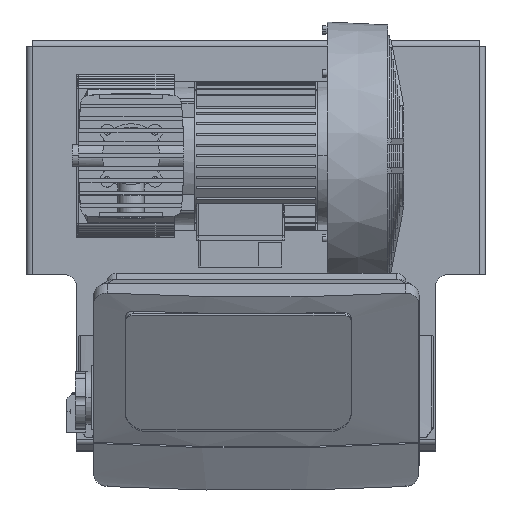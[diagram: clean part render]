
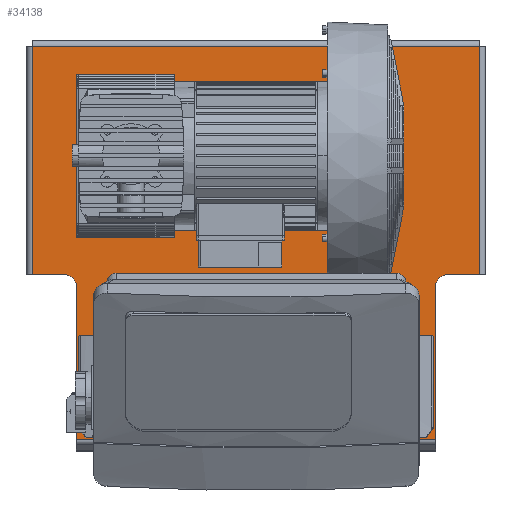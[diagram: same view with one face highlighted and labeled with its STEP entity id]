
A CAD part, top view. The second image highlights one B-rep face of the part: STEP entity #34138.
In plain terms, the highlighted planar face has unit normal (0, 0, 1).
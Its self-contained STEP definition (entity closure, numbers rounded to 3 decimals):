
#33027=CARTESIAN_POINT('',(-163.551,35.152,4.0));
#33028=VERTEX_POINT('',#33027);
#33037=CARTESIAN_POINT('',(-171.449,39.467,4.0));
#33038=VERTEX_POINT('',#33037);
#33039=CARTESIAN_POINT('',(-167.5,37.31,4.0));
#33040=DIRECTION('',(0.0,0.0,1.0));
#33041=DIRECTION('',(0.878,-0.479,0.0));
#33042=AXIS2_PLACEMENT_3D('',#33039,#33040,#33041);
#33043=CIRCLE('',#33042,4.5);
#33044=EDGE_CURVE('',#33028,#33038,#33043,.T.);
#33069=CARTESIAN_POINT('',(171.449,35.152,4.0));
#33070=VERTEX_POINT('',#33069);
#33079=CARTESIAN_POINT('',(163.551,39.467,4.0));
#33080=VERTEX_POINT('',#33079);
#33081=CARTESIAN_POINT('',(167.5,37.31,4.0));
#33082=DIRECTION('',(0.0,0.0,1.0));
#33083=DIRECTION('',(0.878,-0.479,0.0));
#33084=AXIS2_PLACEMENT_3D('',#33081,#33082,#33083);
#33085=CIRCLE('',#33084,4.5);
#33086=EDGE_CURVE('',#33070,#33080,#33085,.T.);
#33111=CARTESIAN_POINT('',(171.449,77.152,4.0));
#33112=VERTEX_POINT('',#33111);
#33121=CARTESIAN_POINT('',(163.551,81.467,4.0));
#33122=VERTEX_POINT('',#33121);
#33123=CARTESIAN_POINT('',(167.5,79.31,4.0));
#33124=DIRECTION('',(0.0,0.0,1.0));
#33125=DIRECTION('',(0.878,-0.479,0.0));
#33126=AXIS2_PLACEMENT_3D('',#33123,#33124,#33125);
#33127=CIRCLE('',#33126,4.5);
#33128=EDGE_CURVE('',#33112,#33122,#33127,.T.);
#33153=CARTESIAN_POINT('',(-163.551,77.152,4.0));
#33154=VERTEX_POINT('',#33153);
#33163=CARTESIAN_POINT('',(-171.449,81.467,4.0));
#33164=VERTEX_POINT('',#33163);
#33165=CARTESIAN_POINT('',(-167.5,79.31,4.0));
#33166=DIRECTION('',(0.0,0.0,1.0));
#33167=DIRECTION('',(0.878,-0.479,0.0));
#33168=AXIS2_PLACEMENT_3D('',#33165,#33166,#33167);
#33169=CIRCLE('',#33168,4.5);
#33170=EDGE_CURVE('',#33154,#33164,#33169,.T.);
#33195=CARTESIAN_POINT('',(-233.5,410.81,4.0));
#33196=VERTEX_POINT('',#33195);
#33302=CARTESIAN_POINT('',(-233.5,172.31,4.0));
#33303=VERTEX_POINT('',#33302);
#33335=CARTESIAN_POINT('',(-233.5,172.31,4.0));
#33336=DIRECTION('',(0.0,1.0,0.0));
#33337=VECTOR('',#33336,238.5);
#33338=LINE('',#33335,#33337);
#33339=EDGE_CURVE('',#33196,#33303,#33338,.F.);
#33539=CARTESIAN_POINT('',(233.5,410.81,4.0));
#33540=VERTEX_POINT('',#33539);
#33602=CARTESIAN_POINT('',(233.5,172.31,4.0));
#33603=VERTEX_POINT('',#33602);
#33642=CARTESIAN_POINT('',(233.5,172.31,4.0));
#33643=DIRECTION('',(0.0,1.0,0.0));
#33644=VECTOR('',#33643,238.5);
#33645=LINE('',#33642,#33644);
#33646=EDGE_CURVE('',#33603,#33540,#33645,.T.);
#34022=CARTESIAN_POINT('',(233.5,410.81,4.0));
#34023=DIRECTION('',(-1.0,0.0,0.0));
#34024=VECTOR('',#34023,467.0);
#34025=LINE('',#34022,#34024);
#34026=EDGE_CURVE('',#33540,#33196,#34025,.T.);
#34032=CARTESIAN_POINT('',(0.0,-30.,4.0));
#34033=DIRECTION('',(0.0,0.0,1.0));
#34034=DIRECTION('',(1.0,0.0,0.0));
#34035=AXIS2_PLACEMENT_3D('',#34032,#34033,#34034);
#34036=PLANE('',#34035);
#34037=ORIENTED_EDGE('',*,*,#34026,.T.);
#34038=ORIENTED_EDGE('',*,*,#33339,.T.);
#34039=CARTESIAN_POINT('',(-200.0,172.31,4.0));
#34040=VERTEX_POINT('',#34039);
#34041=CARTESIAN_POINT('',(-233.5,172.31,4.0));
#34042=DIRECTION('',(1.0,0.0,0.0));
#34043=VECTOR('',#34042,33.5);
#34044=LINE('',#34041,#34043);
#34045=EDGE_CURVE('',#33303,#34040,#34044,.T.);
#34046=ORIENTED_EDGE('',*,*,#34045,.T.);
#34047=CARTESIAN_POINT('',(-187.5,159.81,4.0));
#34048=VERTEX_POINT('',#34047);
#34049=CARTESIAN_POINT('',(-200.0,159.81,4.0));
#34050=DIRECTION('',(0.0,0.0,1.0));
#34051=DIRECTION('',(1.0,0.0,0.0));
#34052=AXIS2_PLACEMENT_3D('',#34049,#34050,#34051);
#34053=CIRCLE('',#34052,12.5);
#34054=EDGE_CURVE('',#34048,#34040,#34053,.T.);
#34055=ORIENTED_EDGE('',*,*,#34054,.F.);
#34056=CARTESIAN_POINT('',(-187.5,0.,4.0));
#34057=VERTEX_POINT('',#34056);
#34058=CARTESIAN_POINT('',(-187.5,0.,4.0));
#34059=DIRECTION('',(0.0,1.0,0.0));
#34060=VECTOR('',#34059,159.81);
#34061=LINE('',#34058,#34060);
#34062=EDGE_CURVE('',#34048,#34057,#34061,.F.);
#34063=ORIENTED_EDGE('',*,*,#34062,.T.);
#34064=CARTESIAN_POINT('',(187.5,0.,4.0));
#34065=VERTEX_POINT('',#34064);
#34066=CARTESIAN_POINT('',(-187.5,0.,4.0));
#34067=DIRECTION('',(1.0,0.0,0.0));
#34068=VECTOR('',#34067,375.0);
#34069=LINE('',#34066,#34068);
#34070=EDGE_CURVE('',#34065,#34057,#34069,.F.);
#34071=ORIENTED_EDGE('',*,*,#34070,.F.);
#34072=CARTESIAN_POINT('',(187.5,159.81,4.0));
#34073=VERTEX_POINT('',#34072);
#34074=CARTESIAN_POINT('',(187.5,0.,4.0));
#34075=DIRECTION('',(0.0,1.0,0.0));
#34076=VECTOR('',#34075,159.81);
#34077=LINE('',#34074,#34076);
#34078=EDGE_CURVE('',#34065,#34073,#34077,.T.);
#34079=ORIENTED_EDGE('',*,*,#34078,.T.);
#34080=CARTESIAN_POINT('',(200.0,172.31,4.0));
#34081=VERTEX_POINT('',#34080);
#34082=CARTESIAN_POINT('',(200.0,159.81,4.0));
#34083=DIRECTION('',(0.0,0.0,1.0));
#34084=DIRECTION('',(0.0,1.0,0.0));
#34085=AXIS2_PLACEMENT_3D('',#34082,#34083,#34084);
#34086=CIRCLE('',#34085,12.5);
#34087=EDGE_CURVE('',#34081,#34073,#34086,.T.);
#34088=ORIENTED_EDGE('',*,*,#34087,.F.);
#34089=CARTESIAN_POINT('',(200.0,172.31,4.0));
#34090=DIRECTION('',(1.0,0.0,0.0));
#34091=VECTOR('',#34090,33.5);
#34092=LINE('',#34089,#34091);
#34093=EDGE_CURVE('',#33603,#34081,#34092,.F.);
#34094=ORIENTED_EDGE('',*,*,#34093,.F.);
#34095=ORIENTED_EDGE('',*,*,#33646,.T.);
#34096=EDGE_LOOP('',(#34037,#34038,#34046,#34055,#34063,#34071,#34079,#34088,#34094,#34095));
#34097=FACE_OUTER_BOUND('',#34096,.T.);
#34098=CARTESIAN_POINT('',(167.5,37.31,4.0));
#34099=DIRECTION('',(0.0,0.0,1.0));
#34100=DIRECTION('',(0.878,-0.479,0.0));
#34101=AXIS2_PLACEMENT_3D('',#34098,#34099,#34100);
#34102=CIRCLE('',#34101,4.5);
#34103=EDGE_CURVE('',#33080,#33070,#34102,.T.);
#34104=ORIENTED_EDGE('',*,*,#34103,.F.);
#34105=ORIENTED_EDGE('',*,*,#33086,.F.);
#34106=EDGE_LOOP('',(#34104,#34105));
#34107=FACE_BOUND('',#34106,.T.);
#34108=ORIENTED_EDGE('',*,*,#33044,.F.);
#34109=CARTESIAN_POINT('',(-167.5,37.31,4.0));
#34110=DIRECTION('',(0.0,0.0,1.0));
#34111=DIRECTION('',(0.878,-0.479,0.0));
#34112=AXIS2_PLACEMENT_3D('',#34109,#34110,#34111);
#34113=CIRCLE('',#34112,4.5);
#34114=EDGE_CURVE('',#33038,#33028,#34113,.T.);
#34115=ORIENTED_EDGE('',*,*,#34114,.F.);
#34116=EDGE_LOOP('',(#34108,#34115));
#34117=FACE_BOUND('',#34116,.T.);
#34118=ORIENTED_EDGE('',*,*,#33170,.F.);
#34119=CARTESIAN_POINT('',(-167.5,79.31,4.0));
#34120=DIRECTION('',(0.0,0.0,1.0));
#34121=DIRECTION('',(0.878,-0.479,0.0));
#34122=AXIS2_PLACEMENT_3D('',#34119,#34120,#34121);
#34123=CIRCLE('',#34122,4.5);
#34124=EDGE_CURVE('',#33164,#33154,#34123,.T.);
#34125=ORIENTED_EDGE('',*,*,#34124,.F.);
#34126=EDGE_LOOP('',(#34118,#34125));
#34127=FACE_BOUND('',#34126,.T.);
#34128=ORIENTED_EDGE('',*,*,#33128,.F.);
#34129=CARTESIAN_POINT('',(167.5,79.31,4.0));
#34130=DIRECTION('',(0.0,0.0,1.0));
#34131=DIRECTION('',(0.878,-0.479,0.0));
#34132=AXIS2_PLACEMENT_3D('',#34129,#34130,#34131);
#34133=CIRCLE('',#34132,4.5);
#34134=EDGE_CURVE('',#33122,#33112,#34133,.T.);
#34135=ORIENTED_EDGE('',*,*,#34134,.F.);
#34136=EDGE_LOOP('',(#34128,#34135));
#34137=FACE_BOUND('',#34136,.T.);
#34138=ADVANCED_FACE('',(#34097,#34107,#34117,#34127,#34137),#34036,.T.);
